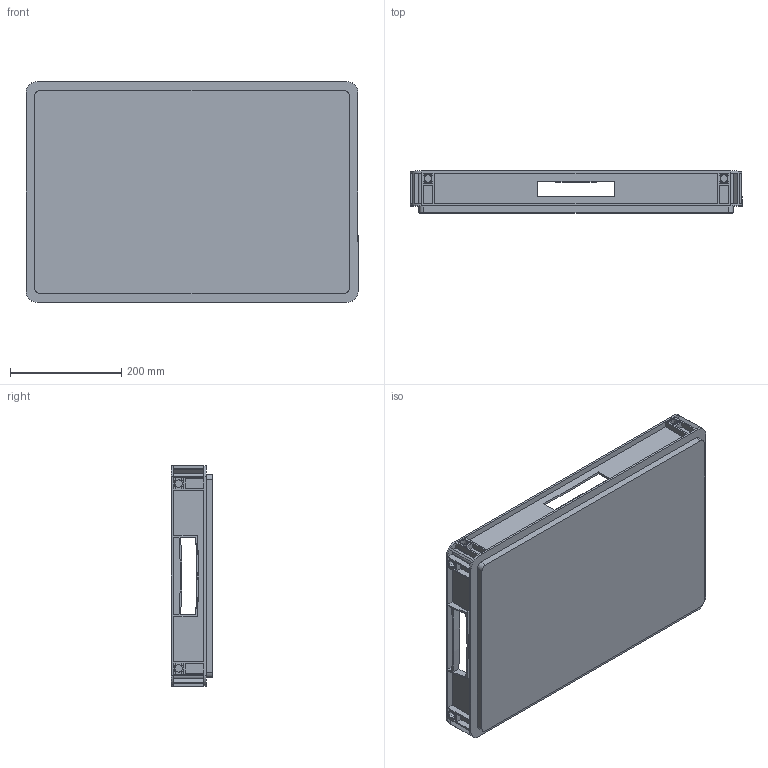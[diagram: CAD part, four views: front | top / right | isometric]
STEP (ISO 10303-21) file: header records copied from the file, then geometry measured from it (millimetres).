
FILE_DESCRIPTION (( 'STEP AP214' ), '1' );
FILE_NAME ('60 x 40 x 7,5 - EG 64-75 HO (All opened) [similar].STEP', '2022-04-17T16:01:02', ( '' ), ( '' ), 'SwSTEP 2.0', 'SolidWorks 2021', '' );
FILE_SCHEMA (( 'AUTOMOTIVE_DESIGN' ));
Length unit declared in the file: millimetre
Products named in the file (1): 60 x 40 x 7,5 - EG 64-75 HO (All opened) [similar]
Bounding box: 598 x 75 x 398 mm (x, y, z)
Volume: 1575866.1 mm3; surface area: 807364 mm2
Topology: 1 solids, 1 shells, 429 faces, 1116 edges, 744 vertices
Faces by surface type: plane 283, cylinder 146
Entity records: 13204 total; most frequent: CARTESIAN_POINT 2302, DIRECTION 2276, ORIENTED_EDGE 2232, EDGE_CURVE 1116, LINE 808, VECTOR 808, VERTEX_POINT 744, AXIS2_PLACEMENT_3D 734
